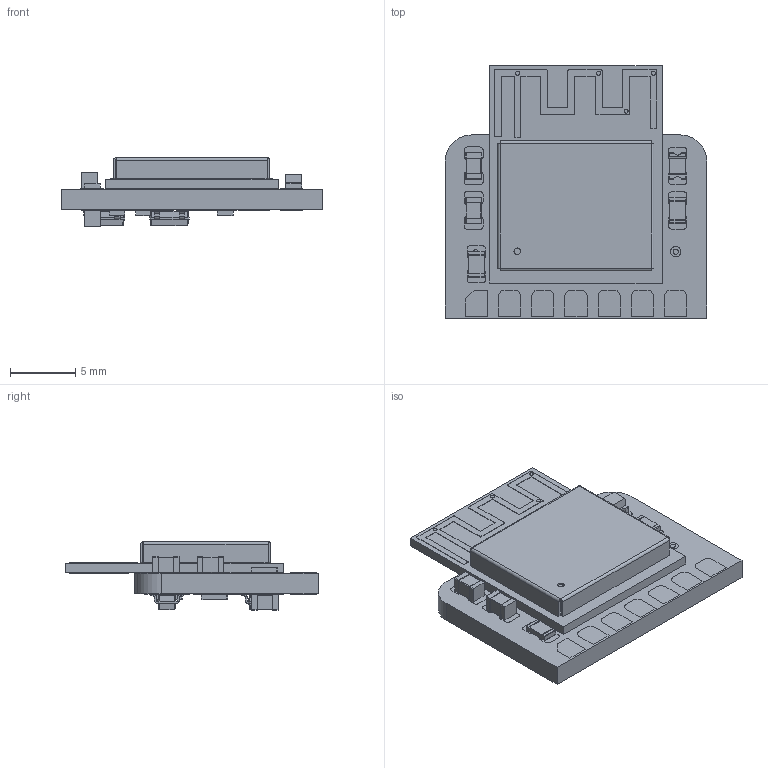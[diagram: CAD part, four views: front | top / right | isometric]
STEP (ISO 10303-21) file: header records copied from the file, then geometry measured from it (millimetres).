
FILE_DESCRIPTION(('FreeCAD Model'),'2;1');
FILE_NAME('Open CASCADE Shape Model','2025-11-12T11:16:02',(''),(''), 'Open CASCADE STEP processor 7.8','FreeCAD','Unknown');
FILE_SCHEMA(('AUTOMOTIVE_DESIGN { 1 0 10303 214 1 1 1 1 }'));
Length unit declared in the file: millimetre
Products named in the file (32): kicad-ESP32-CPU; Board_Geoms_7519; Pcb_7519; PCB_Sketch_7519; topPads_7519; botPads_7519; Step_Models_7519; Top_7519; R3_R_0805_2012Metric_7c333e00ac99; C6_C_0805_2012Metric_07fd210aec95; U1_ESP32-C3-MINI-1_07b42e182932; PCB_ESP32-C3-MINI-1_V1(2)^PCB_ESP32-C3-MINI-1_V1; DesignRootModel^PCB_ESP32-C3-MINI-1_V1(2)_PCB_ESP32-C3-MINI-1_V1; Submodel-MINI-ANT-TYPED-H_1968823293_part^DesignRootModel_PCB_
ESP32-C3-MINI-1_V1(2)_PCB_ESP32-C3-MINI-1_V1; Submodel-noModelForPart_MINI-ANT-TYPED-H_
1968823293^Submodel-MINI-ANT-TYPED-H_1968823293_part_DesignRootModel_
PCB_ESP32-C3-MINI-1_V1(2)_PCB_ESP32-C3-MINI-1_V1; placementOutline^Submodel-noModelForPart_MINI-ANT-TYPED-H_1968823293_
Submodel-MINI-ANT-TYPED-H_1968823293_part_DesignRootModel_PCB_
ESP32-C3-MINI-1_V1(2)_PCB_ESP32-C3-MINI-1_V1; placementOutline-0^Submodel-noModelForPart_MINI-ANT-TYPED-H_1968823293_
Submodel-MINI-ANT-TYPED-H_1968823293_part_DesignRootModel_PCB_
ESP32-C3-MINI-1_V1(2)_PCB_ESP32-C3-MINI-1_V1; placementOutline-1^Submodel-noModelForPart_MINI-ANT-TYPED-H_1968823293_
Submodel-MINI-ANT-TYPED-H_1968823293_part_DesignRootModel_PCB_
ESP32-C3-MINI-1_V1(2)_PCB_ESP32-C3-MINI-1_V1; placementOutline-2^Submodel-noModelForPart_MINI-ANT-TYPED-H_1968823293_
Submodel-MINI-ANT-TYPED-H_1968823293_part_DesignRootModel_PCB_
ESP32-C3-MINI-1_V1(2)_PCB_ESP32-C3-MINI-1_V1; placementOutline-3^Submodel-noModelForPart_MINI-ANT-TYPED-H_1968823293_
Submodel-MINI-ANT-TYPED-H_1968823293_part_DesignRootModel_PCB_
ESP32-C3-MINI-1_V1(2)_PCB_ESP32-C3-MINI-1_V1; placementOutline-4^Submodel-noModelForPart_MINI-ANT-TYPED-H_1968823293_
Submodel-MINI-ANT-TYPED-H_1968823293_part_DesignRootModel_PCB_
ESP32-C3-MINI-1_V1(2)_PCB_ESP32-C3-MINI-1_V1; placementOutline-5^Submodel-noModelForPart_MINI-ANT-TYPED-H_1968823293_
Submodel-MINI-ANT-TYPED-H_1968823293_part_DesignRootModel_PCB_
ESP32-C3-MINI-1_V1(2)_PCB_ESP32-C3-MINI-1_V1; trace_4^Submodel-MINI-ANT-TYPED-H_1968823293_part_DesignRootModel_PCB_
ESP32-C3-MINI-1_V1(2)_PCB_ESP32-C3-MINI-1_V1; trace_1^Submodel-MINI-ANT-TYPED-H_1968823293_part_DesignRootModel_PCB_
ESP32-C3-MINI-1_V1(2)_PCB_ESP32-C3-MINI-1_V1; Submodel-C0201_part^DesignRootModel_PCB_ESP32-C3-MINI-1_V1(2)_PCB_
ESP32-C3-MINI-1_V003; C0201_20210301.STEP^Submodel-C0201_part_DesignRootModel_PCB_
ESP32-C3-MINI-1_V1(2)_PCB_ESP32-C3-MINI-1_V003; C0201_20210301.STEP^C0201_20210301.STEP_Submodel-C0201_part_
DesignRootModel_PCB_ESP32-C3-MINI-1_V1(2)_PCB_ESP32-C3-MINI-1_V003; uid__2428^DesignRootModel_PCB_ESP32-C3-MINI-1_V1(2)_PCB_
ESP32-C3-MINI-1_V1; ShieldBox_ESP32-C3-MINI-1_V1.0_20200901; D2_LED_0805_2012Metric_Castellated_c2f896e40e82[2]; Bot_7519; D1_SOT_23_ad2557595cff
Assembly tree (40 placements, depth 9):
  kicad-ESP32-CPU
    Board_Geoms_7519
      Pcb_7519
      PCB_Sketch_7519
      topPads_7519
      botPads_7519
    Step_Models_7519
      Top_7519
        R3_R_0805_2012Metric_7c333e00ac99  x2
        C6_C_0805_2012Metric_07fd210aec95  x2
        U1_ESP32-C3-MINI-1_07b42e182932
          PCB_ESP32-C3-MINI-1_V1(2)^PCB_ESP32-C3-MINI-1_V1
            DesignRootModel^PCB_ESP32-C3-MINI-1_V1(2)_PCB_ESP32-C3-MINI-1_V1
              Submodel-MINI-ANT-TYPED-H_1968823293_part^DesignRootModel_PCB_
ESP32-C3-MINI-1_V1(2)_PCB_ESP32-C3-MINI-1_V1
                Submodel-noModelForPart_MINI-ANT-TYPED-H_
1968823293^Submodel-MINI-ANT-TYPED-H_1968823293_part_DesignRootModel_
PCB_ESP32-C3-MINI-1_V1(2)_PCB_ESP32-C3-MINI-1_V1
                  placementOutline^Submodel-noModelForPart_MINI-ANT-TYPED-H_1968823293_
Submodel-MINI-ANT-TYPED-H_1968823293_part_DesignRootModel_PCB_
ESP32-C3-MINI-1_V1(2)_PCB_ESP32-C3-MINI-1_V1
                  placementOutline-0^Submodel-noModelForPart_MINI-ANT-TYPED-H_1968823293_
Submodel-MINI-ANT-TYPED-H_1968823293_part_DesignRootModel_PCB_
ESP32-C3-MINI-1_V1(2)_PCB_ESP32-C3-MINI-1_V1
                  placementOutline-1^Submodel-noModelForPart_MINI-ANT-TYPED-H_1968823293_
Submodel-MINI-ANT-TYPED-H_1968823293_part_DesignRootModel_PCB_
ESP32-C3-MINI-1_V1(2)_PCB_ESP32-C3-MINI-1_V1
                  placementOutline-2^Submodel-noModelForPart_MINI-ANT-TYPED-H_1968823293_
Submodel-MINI-ANT-TYPED-H_1968823293_part_DesignRootModel_PCB_
ESP32-C3-MINI-1_V1(2)_PCB_ESP32-C3-MINI-1_V1
                  placementOutline-3^Submodel-noModelForPart_MINI-ANT-TYPED-H_1968823293_
Submodel-MINI-ANT-TYPED-H_1968823293_part_DesignRootModel_PCB_
ESP32-C3-MINI-1_V1(2)_PCB_ESP32-C3-MINI-1_V1
                  placementOutline-4^Submodel-noModelForPart_MINI-ANT-TYPED-H_1968823293_
Submodel-MINI-ANT-TYPED-H_1968823293_part_DesignRootModel_PCB_
ESP32-C3-MINI-1_V1(2)_PCB_ESP32-C3-MINI-1_V1
                  placementOutline-5^Submodel-noModelForPart_MINI-ANT-TYPED-H_1968823293_
Submodel-MINI-ANT-TYPED-H_1968823293_part_DesignRootModel_PCB_
ESP32-C3-MINI-1_V1(2)_PCB_ESP32-C3-MINI-1_V1
                trace_4^Submodel-MINI-ANT-TYPED-H_1968823293_part_DesignRootModel_PCB_
ESP32-C3-MINI-1_V1(2)_PCB_ESP32-C3-MINI-1_V1
                trace_1^Submodel-MINI-ANT-TYPED-H_1968823293_part_DesignRootModel_PCB_
ESP32-C3-MINI-1_V1(2)_PCB_ESP32-C3-MINI-1_V1
              Submodel-C0201_part^DesignRootModel_PCB_ESP32-C3-MINI-1_V1(2)_PCB_
ESP32-C3-MINI-1_V003
                C0201_20210301.STEP^Submodel-C0201_part_DesignRootModel_PCB_
ESP32-C3-MINI-1_V1(2)_PCB_ESP32-C3-MINI-1_V003
                  C0201_20210301.STEP^C0201_20210301.STEP_Submodel-C0201_part_
DesignRootModel_PCB_ESP32-C3-MINI-1_V1(2)_PCB_ESP32-C3-MINI-1_V003
              uid__2428^DesignRootModel_PCB_ESP32-C3-MINI-1_V1(2)_PCB_
ESP32-C3-MINI-1_V1
          ShieldBox_ESP32-C3-MINI-1_V1.0_20200901
        D2_LED_0805_2012Metric_Castellated_c2f896e40e82[2]
      Bot_7519
        R3_R_0805_2012Metric_7c333e00ac99  x5
        D1_SOT_23_ad2557595cff  x2
        C6_C_0805_2012Metric_07fd210aec95
Bounding box: 20 x 19.28 x 5.25 mm (x, y, z)
Volume: 659.4 mm3; surface area: 1850.2 mm2
Topology: 26 solids, 168 shells, 812 faces, 2438 edges, 1812 vertices
Faces by surface type: plane 534, cylinder 216, bspline 54, sphere 8
Entity records: 22817 total; most frequent: CARTESIAN_POINT 3779, DIRECTION 3305, ORIENTED_EDGE 2626, EDGE_CURVE 1687, VERTEX_POINT 1344, AXIS2_PLACEMENT_3D 1118, LINE 1069, VECTOR 1069
